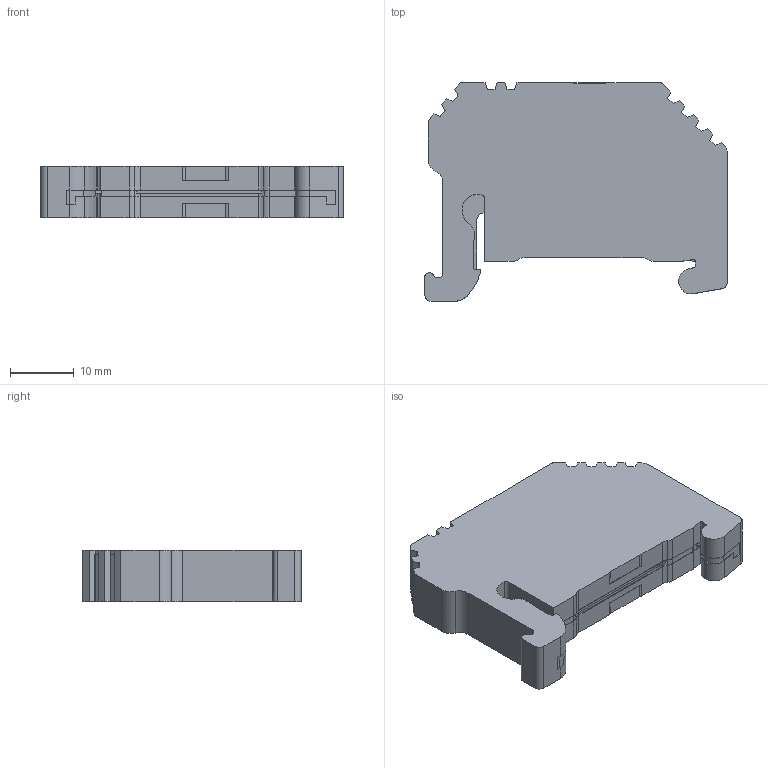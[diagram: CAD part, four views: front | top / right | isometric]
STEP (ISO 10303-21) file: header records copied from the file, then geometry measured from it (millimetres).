
FILE_DESCRIPTION (( 'STEP AP203' ), '1' );
FILE_NAME ('KN-EB4V0-10.step', '2025-04-29T14:02:20', ( '' ), ( '' ), 'SwSTEP 2.0', 'SolidWorks 2024', '' );
FILE_SCHEMA (( 'CONFIG_CONTROL_DESIGN' ));
Length unit declared in the file: millimetre
Products named in the file (1): KN-EB4V0-10
Bounding box: 47.34 x 34.16 x 8 mm (x, y, z)
Volume: 9824.4 mm3; surface area: 4176 mm2
Topology: 1 solids, 1 shells, 259 faces, 761 edges, 504 vertices
Faces by surface type: plane 168, cylinder 90, cone 1
Entity records: 8711 total; most frequent: CARTESIAN_POINT 1574, ORIENTED_EDGE 1522, DIRECTION 1461, EDGE_CURVE 761, LINE 561, VECTOR 561, VERTEX_POINT 504, AXIS2_PLACEMENT_3D 450
